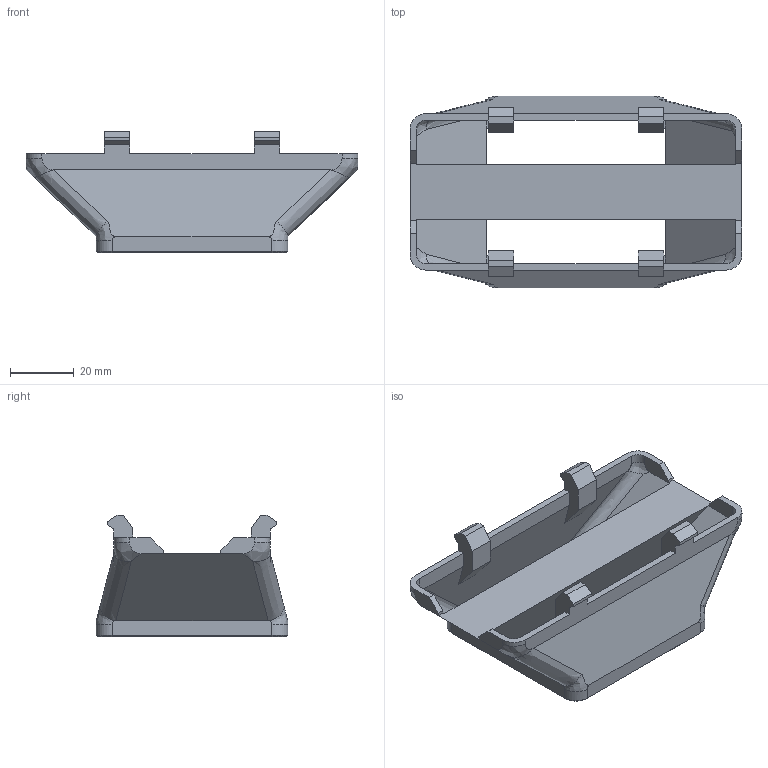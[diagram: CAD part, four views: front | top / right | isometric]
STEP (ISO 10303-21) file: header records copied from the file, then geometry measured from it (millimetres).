
FILE_DESCRIPTION(('FreeCAD Model'),'2;1');
FILE_NAME('Open CASCADE Shape Model','2023-06-14T00:10:08',(''),(''), 'Open CASCADE STEP processor 7.6','FreeCAD','Unknown');
FILE_SCHEMA(('AUTOMOTIVE_DESIGN { 1 0 10303 214 1 1 1 1 }'));
Length unit declared in the file: millimetre
Products named in the file (1): Body
Bounding box: 104 x 60 x 38 mm (x, y, z)
Volume: 35753.6 mm3; surface area: 25398.9 mm2
Topology: 1 solids, 1 shells, 176 faces, 464 edges, 288 vertices
Faces by surface type: plane 118, bspline 26, cylinder 20, cone 12
Full cylindrical faces by diameter (mm): 3.8 x4
Entity records: 9076 total; most frequent: CARTESIAN_POINT 4964, ORIENTED_EDGE 928, DIRECTION 722, EDGE_CURVE 464, LINE 340, VECTOR 340, VERTEX_POINT 288, AXIS2_PLACEMENT_3D 191
